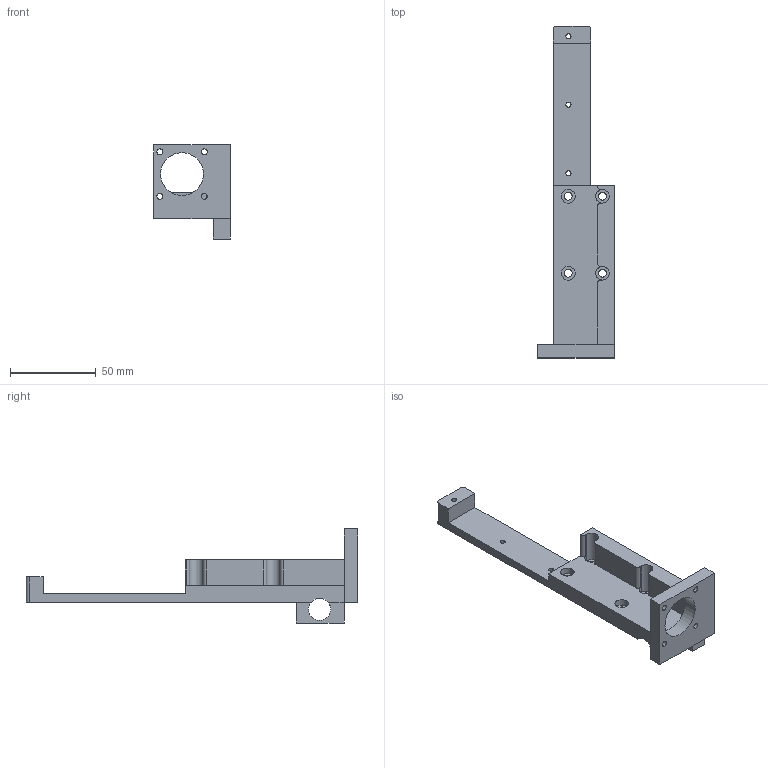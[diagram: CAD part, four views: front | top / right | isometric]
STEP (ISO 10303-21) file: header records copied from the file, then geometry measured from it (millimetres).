
FILE_DESCRIPTION (( 'STEP AP203' ), '1' );
FILE_NAME ('20-019421.step', '2022-04-19T12:33:01', ( '' ), ( '' ), 'SwSTEP 2.0', 'SolidWorks 2021', '' );
FILE_SCHEMA (( 'CONFIG_CONTROL_DESIGN' ));
Length unit declared in the file: millimetre
Products named in the file (1): 20-019421
Bounding box: 45 x 194.03 x 55 mm (x, y, z)
Volume: 69336.5 mm3; surface area: 24735.1 mm2
Topology: 1 solids, 4 shells, 102 faces, 264 edges, 171 vertices
Faces by surface type: cylinder 60, plane 36, cone 6
Entity records: 3247 total; most frequent: DIRECTION 590, CARTESIAN_POINT 532, ORIENTED_EDGE 516, EDGE_CURVE 258, AXIS2_PLACEMENT_3D 229, VERTEX_POINT 171, EDGE_LOOP 135, VECTOR 132
